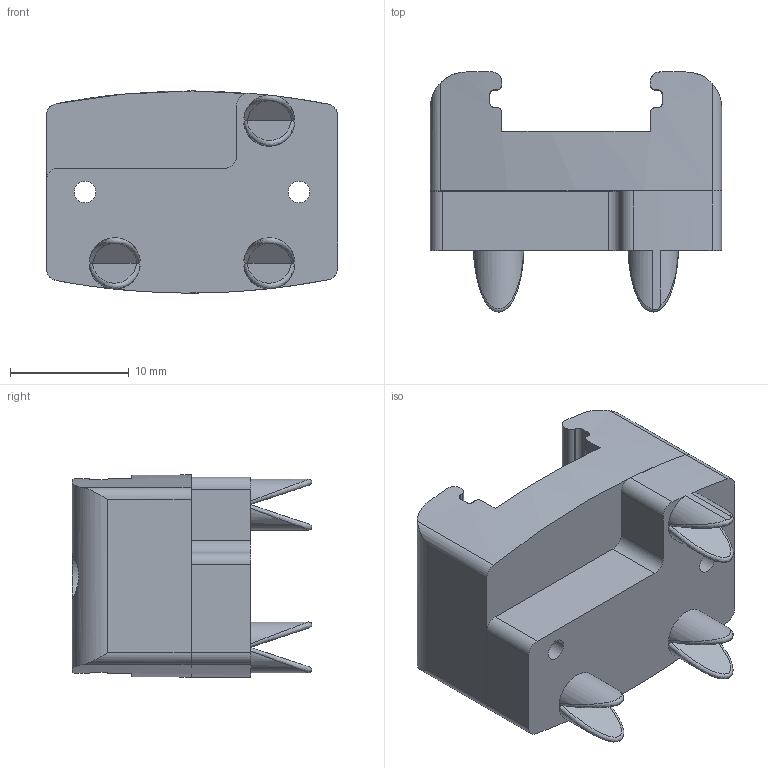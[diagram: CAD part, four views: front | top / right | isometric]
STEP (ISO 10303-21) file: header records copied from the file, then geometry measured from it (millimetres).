
FILE_DESCRIPTION(/* description */ (''),/* implementation_level */ '2;1');
FILE_NAME(/* name */ 'ADXL345_V0_Mount.step',/* time_stamp */ '2024-02-29T13:25:38-06:00',/* author */ (''),/* organization */ (''),/* preprocessor_version */ 'ST-DEVELOPER v20',/* originating_system */ 'Autodesk Translation Framework v12.20.1.177',/* authorisation */ '');
FILE_SCHEMA (('AUTOMOTIVE_DESIGN { 1 0 10303 214 3 1 1 }'));
Length unit declared in the file: millimetre
Products named in the file (1): ADXL0
Bounding box: 24.5 x 20.16 x 17 mm (x, y, z)
Volume: 4228.6 mm3; surface area: 2967.7 mm2
Topology: 2 solids, 2 shells, 90 faces, 250 edges, 161 vertices
Faces by surface type: cylinder 45, plane 38, bspline 7
Full cylindrical faces by diameter (mm): 1.8 x4, 4 x2
Entity records: 4356 total; most frequent: CARTESIAN_POINT 2061, ORIENTED_EDGE 498, DIRECTION 443, EDGE_CURVE 249, AXIS2_PLACEMENT_3D 167, VERTEX_POINT 161, LINE 109, VECTOR 109
